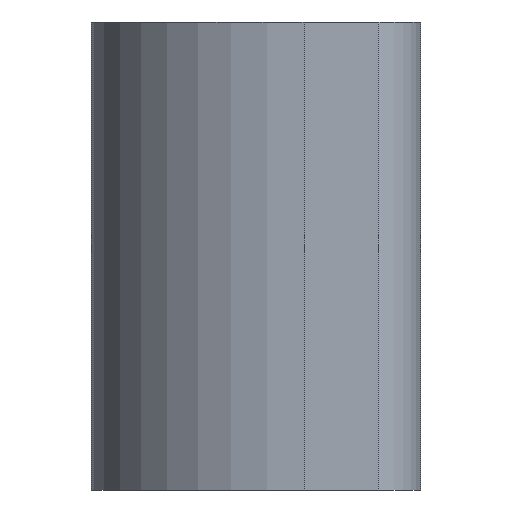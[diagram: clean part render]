
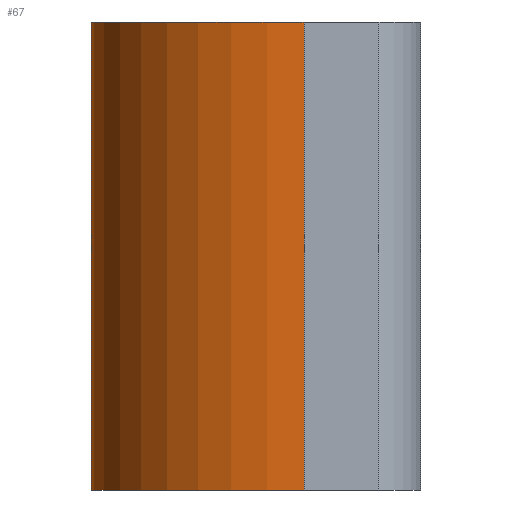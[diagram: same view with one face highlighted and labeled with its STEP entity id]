
A CAD part, left-side view. The second image highlights one B-rep face of the part: STEP entity #67.
In plain terms, the highlighted cylindrical face has radius 8.661 mm (diameter 17.323 mm), a partial arc.
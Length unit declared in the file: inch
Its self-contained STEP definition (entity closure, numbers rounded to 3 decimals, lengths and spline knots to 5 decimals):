
#9 = EDGE_CURVE ( 'NONE', #442, #204, #754, .T. ) ;
#17 = AXIS2_PLACEMENT_3D ( 'NONE', #690, #305, #751 ) ;
#21 = EDGE_LOOP ( 'NONE', ( #470, #596, #233, #381 ) ) ;
#36 = CARTESIAN_POINT ( 'NONE',  ( -0.875, 0.187, 0.375 ) ) ;
#43 = AXIS2_PLACEMENT_3D ( 'NONE', #36, #661, #712 ) ;
#67 = ADVANCED_FACE ( 'NONE', ( #222 ), #543, .T. ) ;
#90 = VECTOR ( 'NONE', #819, 39.37008 ) ;
#154 = VERTEX_POINT ( 'NONE', #693 ) ;
#155 = VECTOR ( 'NONE', #681, 39.37008 ) ;
#192 = CARTESIAN_POINT ( 'NONE',  ( -0.534, 0.187, 0.375 ) ) ;
#204 = VERTEX_POINT ( 'NONE', #192 ) ;
#222 = FACE_OUTER_BOUND ( 'NONE', #21, .T. ) ;
#233 = ORIENTED_EDGE ( 'NONE', *, *, #9, .T. ) ;
#235 = CARTESIAN_POINT ( 'NONE',  ( -0.534, 0.187, 0.375 ) ) ;
#305 = DIRECTION ( 'NONE',  ( 0., 0., -1. ) ) ;
#313 = VERTEX_POINT ( 'NONE', #424 ) ;
#342 = LINE ( 'NONE', #235, #155 ) ;
#363 = EDGE_CURVE ( 'NONE', #204, #154, #342, .T. ) ;
#381 = ORIENTED_EDGE ( 'NONE', *, *, #363, .T. ) ;
#406 = EDGE_CURVE ( 'NONE', #313, #154, #459, .T. ) ;
#420 = EDGE_CURVE ( 'NONE', #442, #313, #776, .T. ) ;
#424 = CARTESIAN_POINT ( 'NONE',  ( -1.216, 0.187, -0.375 ) ) ;
#440 = CARTESIAN_POINT ( 'NONE',  ( -1.216, 0.187, 0.375 ) ) ;
#442 = VERTEX_POINT ( 'NONE', #561 ) ;
#459 = CIRCLE ( 'NONE', #17, 0.341 ) ;
#470 = ORIENTED_EDGE ( 'NONE', *, *, #406, .F. ) ;
#474 = CARTESIAN_POINT ( 'NONE',  ( -0.875, 0.187, 0.375 ) ) ;
#535 = DIRECTION ( 'NONE',  ( 1., 0., 0. ) ) ;
#543 = CYLINDRICAL_SURFACE ( 'NONE', #43, 0.341 ) ;
#561 = CARTESIAN_POINT ( 'NONE',  ( -1.216, 0.187, 0.375 ) ) ;
#596 = ORIENTED_EDGE ( 'NONE', *, *, #420, .F. ) ;
#651 = AXIS2_PLACEMENT_3D ( 'NONE', #474, #789, #535 ) ;
#661 = DIRECTION ( 'NONE',  ( 0., 0., -1. ) ) ;
#681 = DIRECTION ( 'NONE',  ( 0., 0., -1. ) ) ;
#690 = CARTESIAN_POINT ( 'NONE',  ( -0.875, 0.187, -0.375 ) ) ;
#693 = CARTESIAN_POINT ( 'NONE',  ( -0.534, 0.187, -0.375 ) ) ;
#712 = DIRECTION ( 'NONE',  ( -1., 0., 0. ) ) ;
#751 = DIRECTION ( 'NONE',  ( 1., 0., 0. ) ) ;
#754 = CIRCLE ( 'NONE', #651, 0.341 ) ;
#776 = LINE ( 'NONE', #440, #90 ) ;
#789 = DIRECTION ( 'NONE',  ( 0., 0., -1. ) ) ;
#819 = DIRECTION ( 'NONE',  ( 0., 0., -1. ) ) ;
